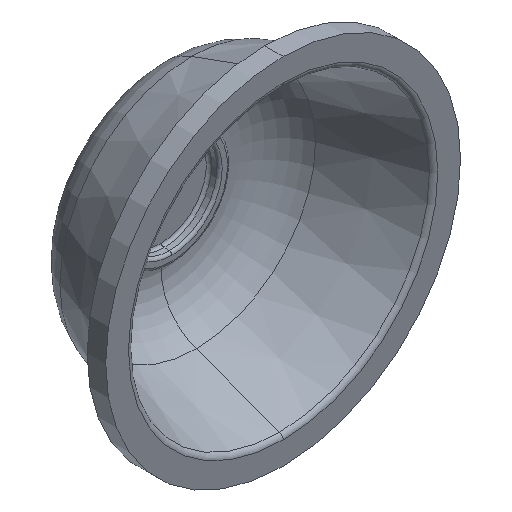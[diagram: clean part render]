
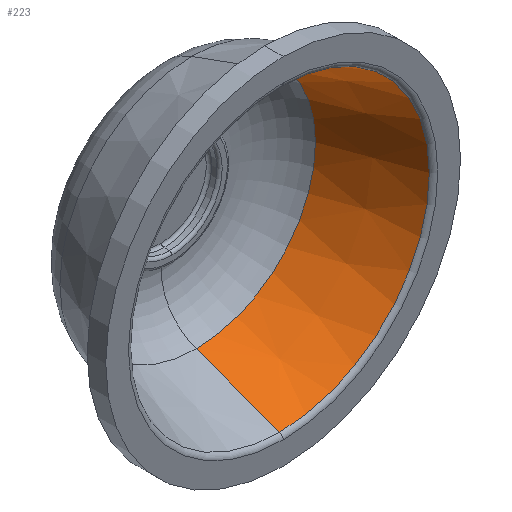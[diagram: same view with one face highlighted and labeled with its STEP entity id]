
A CAD part, isometric view. The second image highlights one B-rep face of the part: STEP entity #223.
In plain terms, the highlighted conical face has half-angle 20 degrees and reference radius 28.261 mm.
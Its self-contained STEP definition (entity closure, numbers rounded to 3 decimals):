
#1 = DIRECTION ( 'NONE',  ( 0., -1., 0. ) ) ;
#14 = DIRECTION ( 'NONE',  ( 0., 0., -1. ) ) ;
#28 = CARTESIAN_POINT ( 'NONE',  ( 0., 17.158, 0. ) ) ;
#69 = FACE_OUTER_BOUND ( 'NONE', #170, .T. ) ;
#88 = DIRECTION ( 'NONE',  ( 0., 0., -1. ) ) ;
#97 = ORIENTED_EDGE ( 'NONE', *, *, #596, .F. ) ;
#116 = CARTESIAN_POINT ( 'NONE',  ( 0., 17.158, -28.261 ) ) ;
#122 = LINE ( 'NONE', #936, #658 ) ;
#165 = CIRCLE ( 'NONE', #172, 22.524 ) ;
#170 = EDGE_LOOP ( 'NONE', ( #653, #97, #487, #880 ) ) ;
#172 = AXIS2_PLACEMENT_3D ( 'NONE', #723, #1, #616 ) ;
#223 = ADVANCED_FACE ( 'NONE', ( #69 ), #685, .F. ) ;
#258 = VECTOR ( 'NONE', #406, 1000. ) ;
#269 = VERTEX_POINT ( 'NONE', #480 ) ;
#275 = EDGE_CURVE ( 'NONE', #941, #541, #886, .T. ) ;
#362 = CARTESIAN_POINT ( 'NONE',  ( 0., 17.158, 0. ) ) ;
#395 = AXIS2_PLACEMENT_3D ( 'NONE', #362, #426, #14 ) ;
#406 = DIRECTION ( 'NONE',  ( 0., -0.94, -0.342 ) ) ;
#426 = DIRECTION ( 'NONE',  ( 0., -1., 0. ) ) ;
#467 = AXIS2_PLACEMENT_3D ( 'NONE', #28, #603, #88 ) ;
#480 = CARTESIAN_POINT ( 'NONE',  ( 0., 32.92, 22.524 ) ) ;
#487 = ORIENTED_EDGE ( 'NONE', *, *, #275, .T. ) ;
#503 = CARTESIAN_POINT ( 'NONE',  ( 0., 17.158, -28.261 ) ) ;
#509 = CIRCLE ( 'NONE', #467, 28.261 ) ;
#541 = VERTEX_POINT ( 'NONE', #503 ) ;
#596 = EDGE_CURVE ( 'NONE', #941, #269, #165, .T. ) ;
#603 = DIRECTION ( 'NONE',  ( 0., -1., 0. ) ) ;
#616 = DIRECTION ( 'NONE',  ( 0., 0., -1. ) ) ;
#627 = DIRECTION ( 'NONE',  ( 0., -0.94, 0.342 ) ) ;
#643 = CARTESIAN_POINT ( 'NONE',  ( 0., 32.92, -22.524 ) ) ;
#653 = ORIENTED_EDGE ( 'NONE', *, *, #879, .F. ) ;
#658 = VECTOR ( 'NONE', #627, 1000. ) ;
#685 = CONICAL_SURFACE ( 'NONE', #395, 28.261, 0.349 ) ;
#691 = CARTESIAN_POINT ( 'NONE',  ( 0., 17.158, 28.261 ) ) ;
#720 = VERTEX_POINT ( 'NONE', #691 ) ;
#723 = CARTESIAN_POINT ( 'NONE',  ( 0., 32.92, 0. ) ) ;
#754 = EDGE_CURVE ( 'NONE', #541, #720, #509, .T. ) ;
#879 = EDGE_CURVE ( 'NONE', #269, #720, #122, .T. ) ;
#880 = ORIENTED_EDGE ( 'NONE', *, *, #754, .T. ) ;
#886 = LINE ( 'NONE', #116, #258 ) ;
#936 = CARTESIAN_POINT ( 'NONE',  ( 0., 17.158, 28.261 ) ) ;
#941 = VERTEX_POINT ( 'NONE', #643 ) ;
